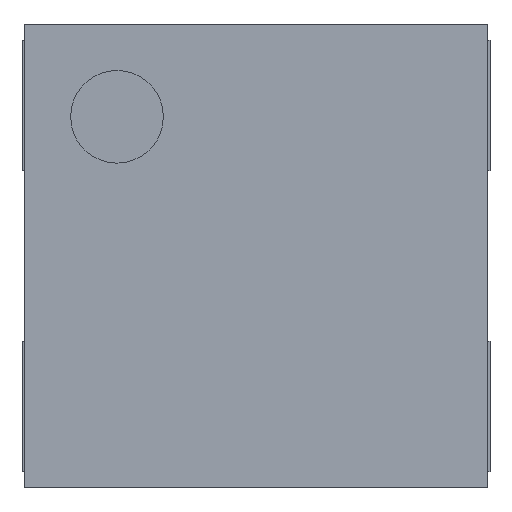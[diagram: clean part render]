
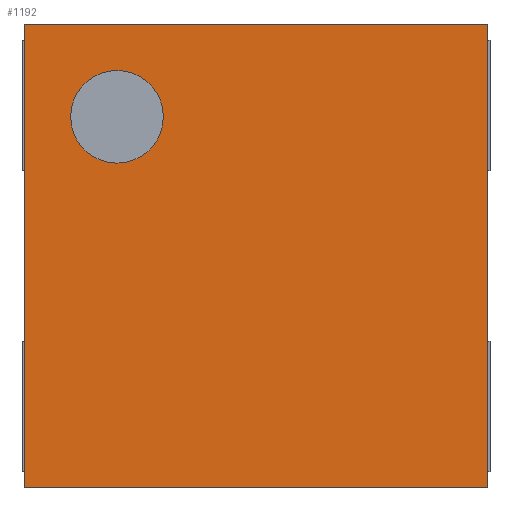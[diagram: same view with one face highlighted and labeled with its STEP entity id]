
A CAD part, top view. The second image highlights one B-rep face of the part: STEP entity #1192.
In plain terms, the highlighted planar face has unit normal (0, 0, 1).
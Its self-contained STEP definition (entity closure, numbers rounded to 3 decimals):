
#15=FACE_BOUND('',#191,.T.);
#71=PLANE('',#1269);
#130=FACE_OUTER_BOUND('',#190,.T.);
#190=EDGE_LOOP('',(#1113,#1114,#1115,#1116));
#191=EDGE_LOOP('',(#1117));
#217=LINE('',#1617,#378);
#286=LINE('',#1756,#447);
#352=LINE('',#1886,#513);
#353=LINE('',#1892,#514);
#378=VECTOR('',#1319,10.);
#447=VECTOR('',#1426,10.);
#513=VECTOR('',#1544,10.);
#514=VECTOR('',#1555,10.);
#515=CIRCLE('',#1209,0.1);
#519=VERTEX_POINT('',#1562);
#538=VERTEX_POINT('',#1614);
#539=VERTEX_POINT('',#1616);
#589=VERTEX_POINT('',#1753);
#590=VERTEX_POINT('',#1755);
#629=EDGE_CURVE('',#519,#519,#515,.T.);
#655=EDGE_CURVE('',#539,#538,#217,.T.);
#724=EDGE_CURVE('',#590,#589,#286,.T.);
#792=EDGE_CURVE('',#589,#539,#352,.T.);
#793=EDGE_CURVE('',#538,#590,#353,.T.);
#1113=ORIENTED_EDGE('',*,*,#792,.T.);
#1114=ORIENTED_EDGE('',*,*,#655,.T.);
#1115=ORIENTED_EDGE('',*,*,#793,.T.);
#1116=ORIENTED_EDGE('',*,*,#724,.T.);
#1117=ORIENTED_EDGE('',*,*,#629,.T.);
#1192=ADVANCED_FACE('',(#130,#15),#71,.T.);
#1209=AXIS2_PLACEMENT_3D('',#1563,#1275,#1276);
#1269=AXIS2_PLACEMENT_3D('',#1893,#1556,#1557);
#1275=DIRECTION('center_axis',(0.,0.,-1.));
#1276=DIRECTION('ref_axis',(-1.,0.,0.));
#1319=DIRECTION('',(0.,-1.,0.));
#1426=DIRECTION('',(0.,1.,0.));
#1544=DIRECTION('',(-1.,0.,0.));
#1555=DIRECTION('',(1.,0.,0.));
#1556=DIRECTION('center_axis',(0.,0.,1.));
#1557=DIRECTION('ref_axis',(1.,0.,0.));
#1562=CARTESIAN_POINT('',(-0.2,0.3,0.4));
#1563=CARTESIAN_POINT('Origin',(-0.3,0.3,0.4));
#1614=CARTESIAN_POINT('',(-0.5,-0.5,0.4));
#1616=CARTESIAN_POINT('',(-0.5,0.5,0.4));
#1617=CARTESIAN_POINT('',(-0.5,-0.5,0.4));
#1753=CARTESIAN_POINT('',(0.5,0.5,0.4));
#1755=CARTESIAN_POINT('',(0.5,-0.5,0.4));
#1756=CARTESIAN_POINT('',(0.5,0.5,0.4));
#1886=CARTESIAN_POINT('',(-0.5,0.5,0.4));
#1892=CARTESIAN_POINT('',(0.5,-0.5,0.4));
#1893=CARTESIAN_POINT('Origin',(0.,0.,0.4));
